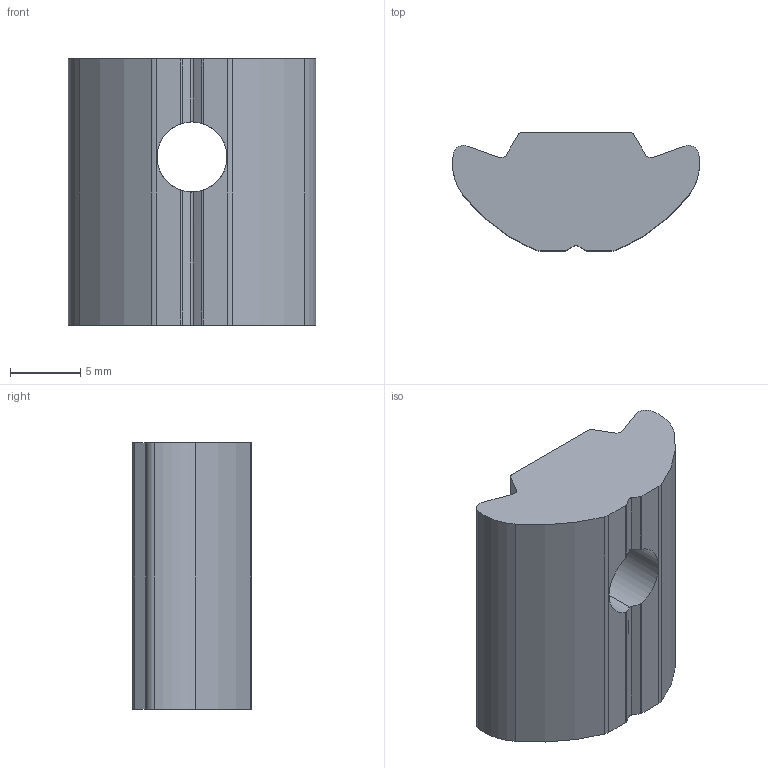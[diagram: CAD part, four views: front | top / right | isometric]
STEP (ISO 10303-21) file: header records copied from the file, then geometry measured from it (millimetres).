
FILE_DESCRIPTION (( 'STEP AP214' ), '1' );
FILE_NAME ('M6 20mm 1-Hole Std Offset Nut(40HSN-3407-001-00).STEP', '2023-08-31T16:38:08', ( '' ), ( '' ), 'SwSTEP 2.0', 'SolidWorks 2020', '' );
FILE_SCHEMA (( 'AUTOMOTIVE_DESIGN' ));
Length unit declared in the file: millimetre
Products named in the file (1): M6 20mm 1-Hole Std Offset Nut(40HSN-3407-001-00)
Bounding box: 17.65 x 8.45 x 19 mm (x, y, z)
Volume: 1970.8 mm3; surface area: 1179.4 mm2
Topology: 1 solids, 1 shells, 36 faces, 103 edges, 68 vertices
Faces by surface type: cylinder 21, plane 13, cone 2
Entity records: 1235 total; most frequent: CARTESIAN_POINT 244, ORIENTED_EDGE 206, DIRECTION 203, EDGE_CURVE 103, AXIS2_PLACEMENT_3D 75, VERTEX_POINT 68, LINE 53, VECTOR 53
